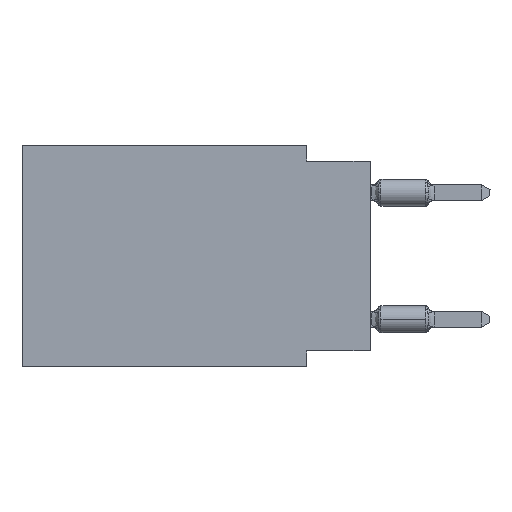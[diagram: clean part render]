
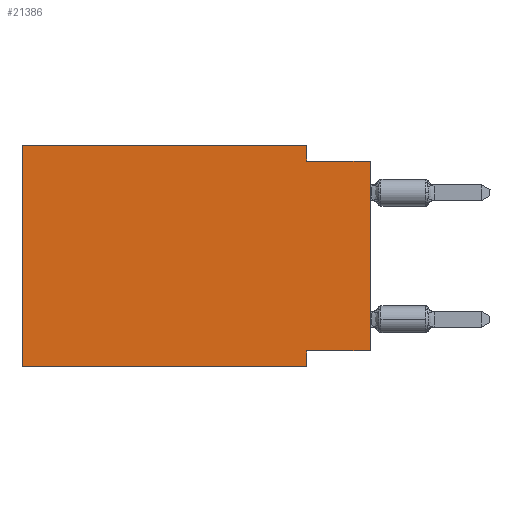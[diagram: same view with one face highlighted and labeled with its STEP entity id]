
A CAD part, left-side view. The second image highlights one B-rep face of the part: STEP entity #21386.
In plain terms, the highlighted planar face has unit normal (-1, 0, 0).
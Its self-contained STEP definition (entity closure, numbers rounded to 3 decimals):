
#6 = VECTOR ( 'NONE', #28420, 1000. ) ;
#717 = PLANE ( 'NONE',  #42050 ) ;
#724 = EDGE_CURVE ( 'NONE', #20712, #10288, #44440, .T. ) ;
#1207 = VECTOR ( 'NONE', #13120, 1000. ) ;
#1657 = ORIENTED_EDGE ( 'NONE', *, *, #36598, .F. ) ;
#2885 = LINE ( 'NONE', #41337, #45312 ) ;
#3323 = VECTOR ( 'NONE', #7421, 1000. ) ;
#3938 = CARTESIAN_POINT ( 'NONE',  ( 0., 13.97, -8.89 ) ) ;
#3958 = VECTOR ( 'NONE', #22752, 1000. ) ;
#5110 = LINE ( 'NONE', #19151, #8513 ) ;
#7004 = ORIENTED_EDGE ( 'NONE', *, *, #30282, .F. ) ;
#7134 = CARTESIAN_POINT ( 'NONE',  ( 0., 2.54, 0. ) ) ;
#7304 = EDGE_CURVE ( 'NONE', #39215, #32474, #38557, .T. ) ;
#7421 = DIRECTION ( 'NONE',  ( 0., 1., 0. ) ) ;
#8109 = CARTESIAN_POINT ( 'NONE',  ( 0., 0., -8.255 ) ) ;
#8246 = VECTOR ( 'NONE', #29580, 1000. ) ;
#8513 = VECTOR ( 'NONE', #33189, 1000. ) ;
#8636 = ORIENTED_EDGE ( 'NONE', *, *, #45134, .F. ) ;
#8871 = LINE ( 'NONE', #12083, #8246 ) ;
#10288 = VERTEX_POINT ( 'NONE', #7134 ) ;
#11513 = FACE_OUTER_BOUND ( 'NONE', #27074, .T. ) ;
#12083 = CARTESIAN_POINT ( 'NONE',  ( 0., 0., 0. ) ) ;
#12688 = ORIENTED_EDGE ( 'NONE', *, *, #724, .F. ) ;
#13120 = DIRECTION ( 'NONE',  ( 0., -1., 0. ) ) ;
#13457 = LINE ( 'NONE', #27491, #41522 ) ;
#13927 = CARTESIAN_POINT ( 'NONE',  ( 0., 2.54, -8.89 ) ) ;
#14241 = VERTEX_POINT ( 'NONE', #43545 ) ;
#16507 = CARTESIAN_POINT ( 'NONE',  ( 0., 13.97, 0. ) ) ;
#19151 = CARTESIAN_POINT ( 'NONE',  ( 0., 0., -0.635 ) ) ;
#20712 = VERTEX_POINT ( 'NONE', #16507 ) ;
#21386 = ADVANCED_FACE ( 'NONE', ( #11513 ), #717, .F. ) ;
#21559 = CARTESIAN_POINT ( 'NONE',  ( 0., 2.54, -0.635 ) ) ;
#22752 = DIRECTION ( 'NONE',  ( 0., -1., 0. ) ) ;
#25109 = LINE ( 'NONE', #3938, #3958 ) ;
#27074 = EDGE_LOOP ( 'NONE', ( #33235, #7004, #38689, #12688, #8636, #27398, #39645, #1657 ) ) ;
#27361 = VERTEX_POINT ( 'NONE', #21559 ) ;
#27398 = ORIENTED_EDGE ( 'NONE', *, *, #44466, .T. ) ;
#27491 = CARTESIAN_POINT ( 'NONE',  ( 0., 13.97, 0. ) ) ;
#28420 = DIRECTION ( 'NONE',  ( 0., 0., -1. ) ) ;
#29083 = DIRECTION ( 'NONE',  ( 0., 0., 1. ) ) ;
#29580 = DIRECTION ( 'NONE',  ( 0., 0., 1. ) ) ;
#30161 = CARTESIAN_POINT ( 'NONE',  ( 0., 13.97, 0. ) ) ;
#30282 = EDGE_CURVE ( 'NONE', #27361, #37859, #5110, .T. ) ;
#32381 = CARTESIAN_POINT ( 'NONE',  ( 0., 2.54, -8.255 ) ) ;
#32474 = VERTEX_POINT ( 'NONE', #36474 ) ;
#33189 = DIRECTION ( 'NONE',  ( 0., -1., 0. ) ) ;
#33235 = ORIENTED_EDGE ( 'NONE', *, *, #42488, .T. ) ;
#36155 = DIRECTION ( 'NONE',  ( 1., 0., 0. ) ) ;
#36375 = DIRECTION ( 'NONE',  ( 0., 0., -1. ) ) ;
#36474 = CARTESIAN_POINT ( 'NONE',  ( 0., 2.54, -8.89 ) ) ;
#36598 = EDGE_CURVE ( 'NONE', #14241, #39215, #43095, .T. ) ;
#37859 = VERTEX_POINT ( 'NONE', #41608 ) ;
#38162 = EDGE_CURVE ( 'NONE', #10288, #27361, #2885, .T. ) ;
#38557 = LINE ( 'NONE', #13927, #6 ) ;
#38689 = ORIENTED_EDGE ( 'NONE', *, *, #38162, .F. ) ;
#39215 = VERTEX_POINT ( 'NONE', #32381 ) ;
#39645 = ORIENTED_EDGE ( 'NONE', *, *, #7304, .F. ) ;
#41337 = CARTESIAN_POINT ( 'NONE',  ( 0., 2.54, 0. ) ) ;
#41522 = VECTOR ( 'NONE', #29083, 1000. ) ;
#41608 = CARTESIAN_POINT ( 'NONE',  ( 0., 0., -0.635 ) ) ;
#42050 = AXIS2_PLACEMENT_3D ( 'NONE', #43515, #36155, #36375 ) ;
#42451 = CARTESIAN_POINT ( 'NONE',  ( 0., 13.97, -8.89 ) ) ;
#42488 = EDGE_CURVE ( 'NONE', #14241, #37859, #8871, .T. ) ;
#43095 = LINE ( 'NONE', #8109, #3323 ) ;
#43515 = CARTESIAN_POINT ( 'NONE',  ( 0., 13.97, 0. ) ) ;
#43545 = CARTESIAN_POINT ( 'NONE',  ( 0., 0., -8.255 ) ) ;
#44440 = LINE ( 'NONE', #30161, #1207 ) ;
#44466 = EDGE_CURVE ( 'NONE', #45027, #32474, #25109, .T. ) ;
#45012 = DIRECTION ( 'NONE',  ( 0., 0., -1. ) ) ;
#45027 = VERTEX_POINT ( 'NONE', #42451 ) ;
#45134 = EDGE_CURVE ( 'NONE', #45027, #20712, #13457, .T. ) ;
#45312 = VECTOR ( 'NONE', #45012, 1000. ) ;
